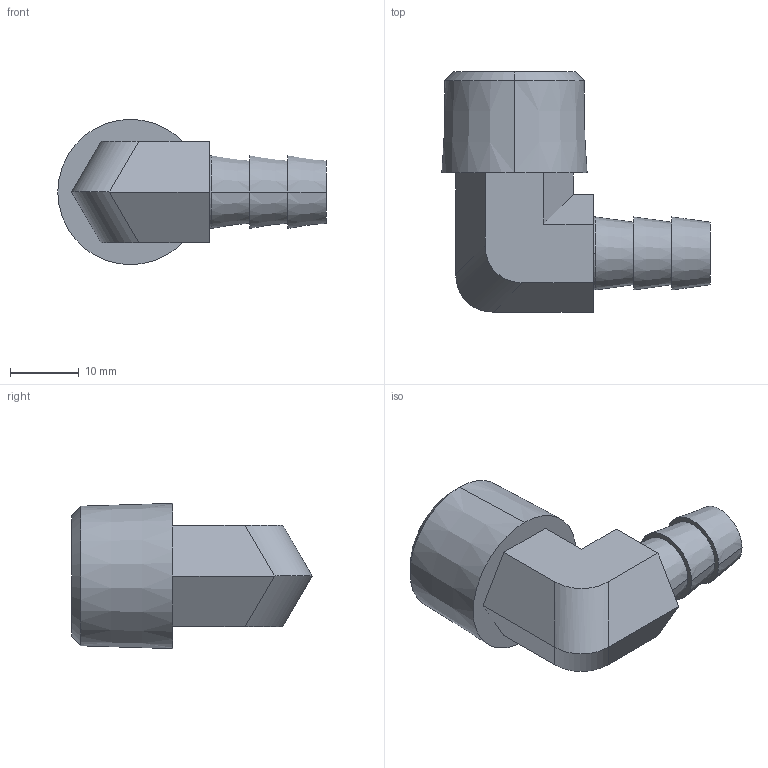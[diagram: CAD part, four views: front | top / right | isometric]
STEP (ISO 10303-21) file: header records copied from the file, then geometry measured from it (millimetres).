
FILE_DESCRIPTION (( 'STEP AP214' ), '1' );
FILE_NAME ('BAHBL-38-12N.step', '2017-08-29T20:39:57', ( '' ), ( '' ), 'SwSTEP 2.0', 'SolidWorks 2017', '' );
FILE_SCHEMA (( 'AUTOMOTIVE_DESIGN' ));
Length unit declared in the file: inch
Products named in the file (1): BAHBL-38-12N
Bounding box: 39.18 x 35.05 x 21.21 mm (x, y, z)
Volume: 6467.1 mm3; surface area: 4867.8 mm2
Topology: 1 solids, 1 shells, 41 faces, 91 edges, 59 vertices
Faces by surface type: plane 19, cylinder 12, cone 10
Entity records: 1343 total; most frequent: CARTESIAN_POINT 369, DIRECTION 202, ORIENTED_EDGE 182, EDGE_CURVE 91, AXIS2_PLACEMENT_3D 76, VERTEX_POINT 59, LINE 50, EDGE_LOOP 50
